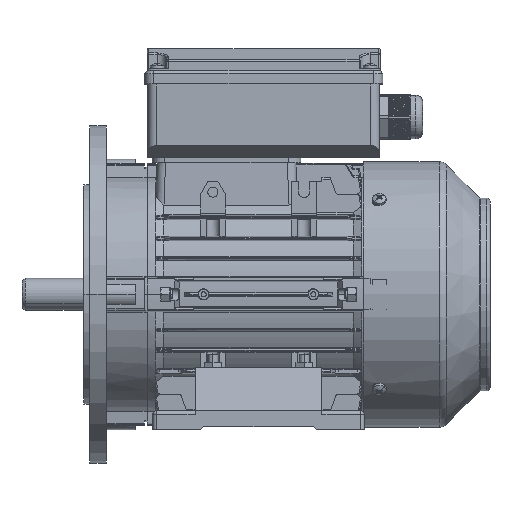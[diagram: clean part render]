
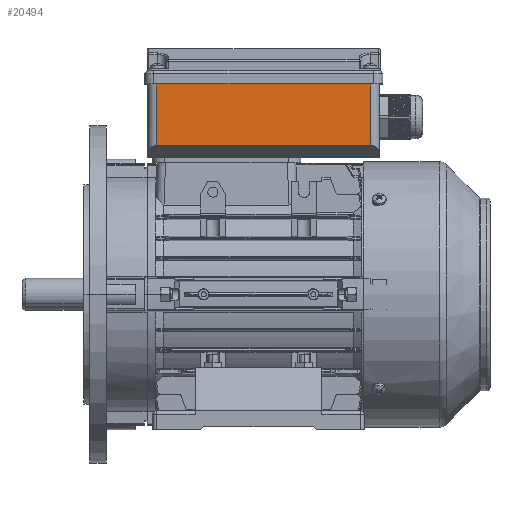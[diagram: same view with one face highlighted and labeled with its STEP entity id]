
A CAD part, top view. The second image highlights one B-rep face of the part: STEP entity #20494.
In plain terms, the highlighted face is planar.
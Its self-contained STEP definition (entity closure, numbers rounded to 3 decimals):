
#5303 = ORIENTED_EDGE ( 'NONE', *, *, #88747, .F. ) ;
#11781 = LINE ( 'NONE', #59840, #107556 ) ;
#17779 = LINE ( 'NONE', #111485, #118920 ) ;
#19342 = ORIENTED_EDGE ( 'NONE', *, *, #105079, .F. ) ;
#20194 = CARTESIAN_POINT ( 'NONE',  ( -63.5, 53.5, 3.5 ) ) ;
#20494 = ADVANCED_FACE ( 'NONE', ( #50848 ), #30472, .F. ) ;
#22513 = DIRECTION ( 'NONE',  ( 0., 0., 1. ) ) ;
#22742 = EDGE_CURVE ( 'NONE', #114895, #68769, #68109, .T. ) ;
#27012 = DIRECTION ( 'NONE',  ( -1., 0., 0. ) ) ;
#30472 = PLANE ( 'NONE',  #121775 ) ;
#44698 = VERTEX_POINT ( 'NONE', #64011 ) ;
#46793 = LINE ( 'NONE', #79980, #102831 ) ;
#47115 = CARTESIAN_POINT ( 'NONE',  ( -63.5, 53.5, 40. ) ) ;
#50848 = FACE_OUTER_BOUND ( 'NONE', #85887, .T. ) ;
#59506 = CARTESIAN_POINT ( 'NONE',  ( -63.5, 53.5, 47. ) ) ;
#59840 = CARTESIAN_POINT ( 'NONE',  ( -63.5, 53.5, 3.5 ) ) ;
#60504 = EDGE_CURVE ( 'NONE', #44698, #114082, #46793, .T. ) ;
#61480 = DIRECTION ( 'NONE',  ( 0., 0., -1. ) ) ;
#64011 = CARTESIAN_POINT ( 'NONE',  ( 63.5, 53.5, 40. ) ) ;
#66009 = ORIENTED_EDGE ( 'NONE', *, *, #60504, .T. ) ;
#68109 = LINE ( 'NONE', #59506, #121852 ) ;
#68769 = VERTEX_POINT ( 'NONE', #47115 ) ;
#77357 = DIRECTION ( 'NONE',  ( 0., 0., -1. ) ) ;
#77966 = CARTESIAN_POINT ( 'NONE',  ( -68.5, 53.5, 47. ) ) ;
#79980 = CARTESIAN_POINT ( 'NONE',  ( 63.5, 53.5, 47. ) ) ;
#85887 = EDGE_LOOP ( 'NONE', ( #5303, #119451, #19342, #66009 ) ) ;
#88747 = EDGE_CURVE ( 'NONE', #114895, #114082, #11781, .T. ) ;
#95692 = CARTESIAN_POINT ( 'NONE',  ( 63.5, 53.5, 3.5 ) ) ;
#102831 = VECTOR ( 'NONE', #61480, 1000. ) ;
#105079 = EDGE_CURVE ( 'NONE', #44698, #68769, #17779, .T. ) ;
#107556 = VECTOR ( 'NONE', #115950, 1000. ) ;
#111485 = CARTESIAN_POINT ( 'NONE',  ( 68.5, 53.5, 40. ) ) ;
#114082 = VERTEX_POINT ( 'NONE', #95692 ) ;
#114895 = VERTEX_POINT ( 'NONE', #20194 ) ;
#115559 = DIRECTION ( 'NONE',  ( 0., -1., 0. ) ) ;
#115950 = DIRECTION ( 'NONE',  ( 1., 0., 0. ) ) ;
#118920 = VECTOR ( 'NONE', #27012, 1000. ) ;
#119451 = ORIENTED_EDGE ( 'NONE', *, *, #22742, .T. ) ;
#121775 = AXIS2_PLACEMENT_3D ( 'NONE', #77966, #115559, #77357 ) ;
#121852 = VECTOR ( 'NONE', #22513, 1000. ) ;
